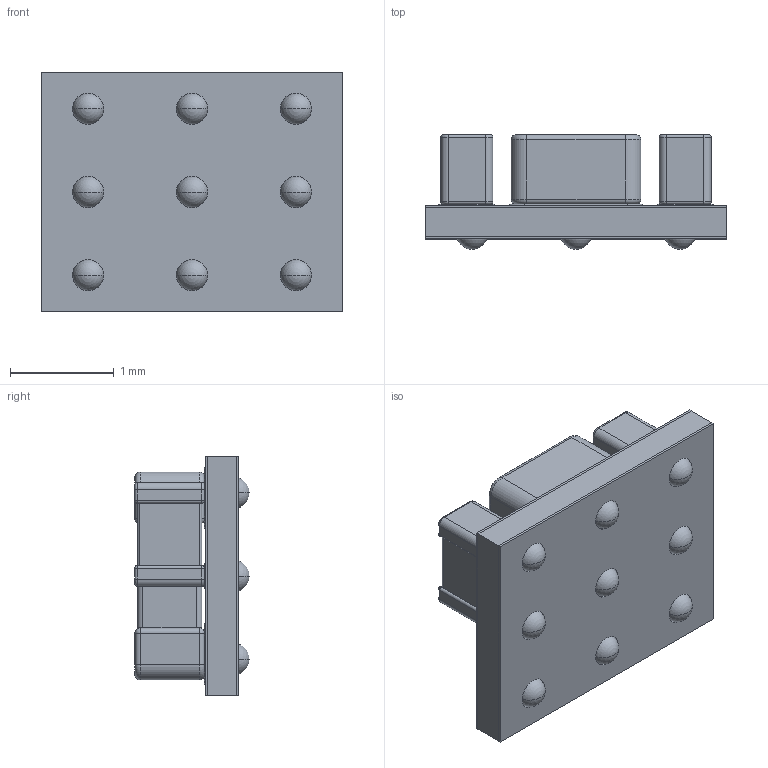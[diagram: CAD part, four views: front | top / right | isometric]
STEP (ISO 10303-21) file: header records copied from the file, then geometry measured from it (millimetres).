
FILE_DESCRIPTION((''),'2;1');
FILE_NAME('SIP0009F_ASM','2014-06-11T',('a0412025'),(''),'PRO/ENGINEER BY PARAMETRIC TECHNOLOGY CORPORATION, 2011490','PRO/ENGINEER BY PARAMETRIC TECHNOLOGY CORPORATION, 2011490','');
FILE_SCHEMA(('AUTOMOTIVE_DESIGN_CC2 { 1 2 10303 214 -1 1 5 2 }'));
Length unit declared in the file: millimetre
Products named in the file (15): SOLDERMASK-BTM-SIP; SUBSTRATE-SIP; METAL-SIP0009F; BUMP-SIP; BUM-PATTERN_ASM; SOLDERMASK-TOP-SIP; INDTR-BODY-MDT; INDTR-TERMNL-MDT; INDTR-TOKO-MDT2012-CLR_ASM; CAP-BODY-GRM; CAP-TERMNL-GRM; CAP-GRM155R60J_ASM; SOLDER-CAP; SOLDER-IND; SIP0009F_ASM
Assembly tree (29 placements, depth 3):
  SIP0009F_ASM
    SOLDERMASK-BTM-SIP
    SUBSTRATE-SIP
    METAL-SIP0009F
    BUM-PATTERN_ASM
      BUMP-SIP  x9
    SOLDERMASK-TOP-SIP
    INDTR-TOKO-MDT2012-CLR_ASM
      INDTR-BODY-MDT
      INDTR-TERMNL-MDT  x2
    CAP-GRM155R60J_ASM  x2
      CAP-BODY-GRM
      CAP-TERMNL-GRM
    SOLDER-CAP  x4
    SOLDER-IND  x2
Bounding box: 2.9 x 1.1 x 2.3 mm (x, y, z)
Volume: 4.4 mm3; surface area: 79.7 mm2
Topology: 28 solids, 28 shells, 320 faces, 696 edges, 415 vertices
Faces by surface type: cylinder 126, plane 104, torus 48, sphere 42
Entity records: 5552 total; most frequent: DIRECTION 864, CARTESIAN_POINT 718, ORIENTED_EDGE 636, AXIS2_PLACEMENT_3D 345, PRESENTATION_STYLE_ASSIGNMENT 329, STYLED_ITEM 329, CURVE_STYLE 318, EDGE_CURVE 318
